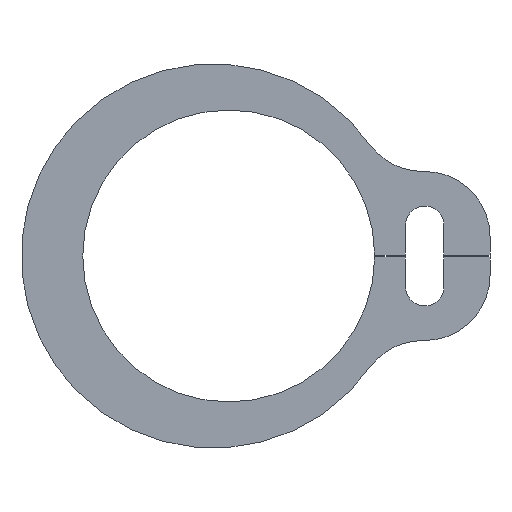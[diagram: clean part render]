
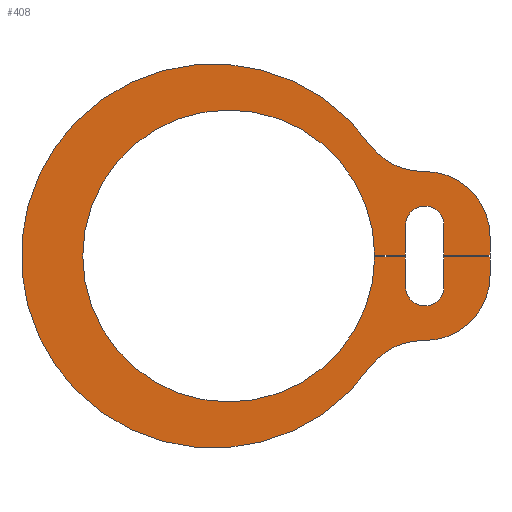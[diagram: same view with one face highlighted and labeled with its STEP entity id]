
A CAD part, left-side view. The second image highlights one B-rep face of the part: STEP entity #408.
In plain terms, the highlighted planar face has unit normal (-1, 0, 0).
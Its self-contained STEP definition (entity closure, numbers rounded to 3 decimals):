
#15=PLANE('',#453);
#32=FACE_OUTER_BOUND('',#54,.T.);
#54=EDGE_LOOP('',(#289,#290,#291,#292,#293,#294,#295,#296,#297,#298,#299,
#300,#301,#302,#303,#304,#305,#306,#307,#308));
#79=LINE('',#636,#123);
#80=LINE('',#640,#124);
#81=LINE('',#642,#125);
#82=LINE('',#644,#126);
#83=LINE('',#648,#127);
#84=LINE('',#649,#128);
#85=LINE('',#651,#129);
#86=LINE('',#652,#130);
#87=LINE('',#654,#131);
#88=LINE('',#656,#132);
#89=LINE('',#658,#133);
#90=LINE('',#662,#134);
#123=VECTOR('',#512,1000.);
#124=VECTOR('',#515,1000.);
#125=VECTOR('',#516,1000.);
#126=VECTOR('',#517,1000.);
#127=VECTOR('',#520,1000.);
#128=VECTOR('',#521,1000.);
#129=VECTOR('',#522,1000.);
#130=VECTOR('',#523,1000.);
#131=VECTOR('',#524,1000.);
#132=VECTOR('',#525,1000.);
#133=VECTOR('',#526,1000.);
#134=VECTOR('',#529,1000.);
#162=CIRCLE('',#446,3.8);
#164=CIRCLE('',#449,0.5);
#166=CIRCLE('',#452,5.);
#167=CIRCLE('',#454,1.7);
#168=CIRCLE('',#455,1.7);
#169=CIRCLE('',#456,0.5);
#170=CIRCLE('',#457,1.7);
#171=CIRCLE('',#458,1.7);
#179=VERTEX_POINT('',#609);
#180=VERTEX_POINT('',#611);
#183=VERTEX_POINT('',#618);
#184=VERTEX_POINT('',#620);
#187=VERTEX_POINT('',#627);
#188=VERTEX_POINT('',#629);
#189=VERTEX_POINT('',#633);
#190=VERTEX_POINT('',#635);
#191=VERTEX_POINT('',#637);
#192=VERTEX_POINT('',#639);
#193=VERTEX_POINT('',#641);
#194=VERTEX_POINT('',#643);
#195=VERTEX_POINT('',#645);
#196=VERTEX_POINT('',#647);
#197=VERTEX_POINT('',#650);
#198=VERTEX_POINT('',#653);
#199=VERTEX_POINT('',#655);
#200=VERTEX_POINT('',#657);
#201=VERTEX_POINT('',#659);
#202=VERTEX_POINT('',#661);
#219=EDGE_CURVE('',#180,#179,#162,.T.);
#223=EDGE_CURVE('',#184,#183,#164,.T.);
#227=EDGE_CURVE('',#187,#188,#166,.T.);
#229=EDGE_CURVE('',#187,#189,#167,.T.);
#230=EDGE_CURVE('',#190,#189,#79,.T.);
#231=EDGE_CURVE('',#191,#190,#168,.T.);
#232=EDGE_CURVE('',#192,#191,#80,.T.);
#233=EDGE_CURVE('',#193,#192,#81,.T.);
#234=EDGE_CURVE('',#194,#193,#82,.T.);
#235=EDGE_CURVE('',#194,#195,#169,.T.);
#236=EDGE_CURVE('',#196,#195,#83,.T.);
#237=EDGE_CURVE('',#180,#196,#84,.T.);
#238=EDGE_CURVE('',#197,#179,#85,.T.);
#239=EDGE_CURVE('',#184,#197,#86,.T.);
#240=EDGE_CURVE('',#198,#183,#87,.T.);
#241=EDGE_CURVE('',#199,#198,#88,.T.);
#242=EDGE_CURVE('',#200,#199,#89,.T.);
#243=EDGE_CURVE('',#201,#200,#170,.T.);
#244=EDGE_CURVE('',#202,#201,#90,.T.);
#245=EDGE_CURVE('',#202,#188,#171,.T.);
#289=ORIENTED_EDGE('',*,*,#229,.T.);
#290=ORIENTED_EDGE('',*,*,#230,.F.);
#291=ORIENTED_EDGE('',*,*,#231,.F.);
#292=ORIENTED_EDGE('',*,*,#232,.F.);
#293=ORIENTED_EDGE('',*,*,#233,.F.);
#294=ORIENTED_EDGE('',*,*,#234,.F.);
#295=ORIENTED_EDGE('',*,*,#235,.T.);
#296=ORIENTED_EDGE('',*,*,#236,.F.);
#297=ORIENTED_EDGE('',*,*,#237,.F.);
#298=ORIENTED_EDGE('',*,*,#219,.T.);
#299=ORIENTED_EDGE('',*,*,#238,.F.);
#300=ORIENTED_EDGE('',*,*,#239,.F.);
#301=ORIENTED_EDGE('',*,*,#223,.T.);
#302=ORIENTED_EDGE('',*,*,#240,.F.);
#303=ORIENTED_EDGE('',*,*,#241,.F.);
#304=ORIENTED_EDGE('',*,*,#242,.F.);
#305=ORIENTED_EDGE('',*,*,#243,.F.);
#306=ORIENTED_EDGE('',*,*,#244,.F.);
#307=ORIENTED_EDGE('',*,*,#245,.T.);
#308=ORIENTED_EDGE('',*,*,#227,.F.);
#408=ADVANCED_FACE('',(#32),#15,.F.);
#446=AXIS2_PLACEMENT_3D('',#612,#489,#490);
#449=AXIS2_PLACEMENT_3D('',#621,#497,#498);
#452=AXIS2_PLACEMENT_3D('',#630,#505,#506);
#453=AXIS2_PLACEMENT_3D('',#632,#508,#509);
#454=AXIS2_PLACEMENT_3D('',#634,#510,#511);
#455=AXIS2_PLACEMENT_3D('',#638,#513,#514);
#456=AXIS2_PLACEMENT_3D('',#646,#518,#519);
#457=AXIS2_PLACEMENT_3D('',#660,#527,#528);
#458=AXIS2_PLACEMENT_3D('',#663,#530,#531);
#489=DIRECTION('center_axis',(1.,0.,0.));
#490=DIRECTION('ref_axis',(0.,0.,-1.));
#497=DIRECTION('center_axis',(1.,0.,0.));
#498=DIRECTION('ref_axis',(0.,0.,-1.));
#505=DIRECTION('center_axis',(1.,0.,0.));
#506=DIRECTION('ref_axis',(0.,0.,-1.));
#508=DIRECTION('center_axis',(1.,0.,0.));
#509=DIRECTION('ref_axis',(0.,1.,0.));
#510=DIRECTION('center_axis',(1.,0.,0.));
#511=DIRECTION('ref_axis',(0.,0.,-1.));
#512=DIRECTION('',(0.,1.,0.));
#513=DIRECTION('center_axis',(1.,0.,0.));
#514=DIRECTION('ref_axis',(0.,0.,-1.));
#515=DIRECTION('',(0.,0.,-1.));
#516=DIRECTION('',(0.,-1.,0.));
#517=DIRECTION('',(0.,0.,1.));
#518=DIRECTION('center_axis',(1.,0.,0.));
#519=DIRECTION('ref_axis',(0.,0.,-1.));
#520=DIRECTION('',(0.,0.,-1.));
#521=DIRECTION('',(0.,-1.,0.));
#522=DIRECTION('',(0.,1.,0.));
#523=DIRECTION('',(0.,0.,-1.));
#524=DIRECTION('',(0.,0.,1.));
#525=DIRECTION('',(0.,1.,0.));
#526=DIRECTION('',(0.,0.,-1.));
#527=DIRECTION('center_axis',(1.,0.,0.));
#528=DIRECTION('ref_axis',(0.,0.,-1.));
#529=DIRECTION('',(0.,-1.,0.));
#530=DIRECTION('center_axis',(1.,0.,0.));
#531=DIRECTION('ref_axis',(0.,0.,-1.));
#609=CARTESIAN_POINT('',(-0.4,-3.8,0.025));
#611=CARTESIAN_POINT('',(-0.4,-3.8,-0.025));
#612=CARTESIAN_POINT('Origin',(-0.4,0.,0.));
#618=CARTESIAN_POINT('',(-0.4,-5.6,0.8));
#620=CARTESIAN_POINT('',(-0.4,-4.6,0.8));
#621=CARTESIAN_POINT('Origin',(-0.4,-5.1,0.8));
#627=CARTESIAN_POINT('',(-0.4,-3.666,-2.91));
#629=CARTESIAN_POINT('',(-0.4,-3.666,2.91));
#630=CARTESIAN_POINT('Origin',(-0.4,0.4,0.));
#632=CARTESIAN_POINT('Origin',(-0.4,-5.048,-3.9));
#633=CARTESIAN_POINT('',(-0.4,-5.048,-2.2));
#634=CARTESIAN_POINT('Origin',(-0.4,-5.048,-3.9));
#635=CARTESIAN_POINT('',(-0.4,-5.1,-2.2));
#636=CARTESIAN_POINT('',(-0.4,-5.1,-2.2));
#637=CARTESIAN_POINT('',(-0.4,-6.8,-0.5));
#638=CARTESIAN_POINT('Origin',(-0.4,-5.1,-0.5));
#639=CARTESIAN_POINT('',(-0.4,-6.8,-0.025));
#640=CARTESIAN_POINT('',(-0.4,-6.8,-0.025));
#641=CARTESIAN_POINT('',(-0.4,-5.6,-0.025));
#642=CARTESIAN_POINT('',(-0.4,-5.6,-0.025));
#643=CARTESIAN_POINT('',(-0.4,-5.6,-0.8));
#644=CARTESIAN_POINT('',(-0.4,-5.6,-0.8));
#645=CARTESIAN_POINT('',(-0.4,-4.6,-0.8));
#646=CARTESIAN_POINT('Origin',(-0.4,-5.1,-0.8));
#647=CARTESIAN_POINT('',(-0.4,-4.6,-0.025));
#648=CARTESIAN_POINT('',(-0.4,-4.6,-0.025));
#649=CARTESIAN_POINT('',(-0.4,-3.8,-0.025));
#650=CARTESIAN_POINT('',(-0.4,-4.6,0.025));
#651=CARTESIAN_POINT('',(-0.4,-4.6,0.025));
#652=CARTESIAN_POINT('',(-0.4,-4.6,0.8));
#653=CARTESIAN_POINT('',(-0.4,-5.6,0.025));
#654=CARTESIAN_POINT('',(-0.4,-5.6,0.025));
#655=CARTESIAN_POINT('',(-0.4,-6.8,0.025));
#656=CARTESIAN_POINT('',(-0.4,-6.8,0.025));
#657=CARTESIAN_POINT('',(-0.4,-6.8,0.5));
#658=CARTESIAN_POINT('',(-0.4,-6.8,0.5));
#659=CARTESIAN_POINT('',(-0.4,-5.1,2.2));
#660=CARTESIAN_POINT('Origin',(-0.4,-5.1,0.5));
#661=CARTESIAN_POINT('',(-0.4,-5.048,2.2));
#662=CARTESIAN_POINT('',(-0.4,-5.048,2.2));
#663=CARTESIAN_POINT('Origin',(-0.4,-5.048,3.9));
